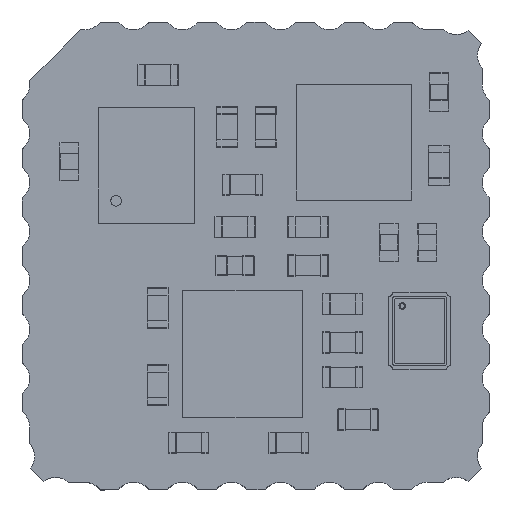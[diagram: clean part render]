
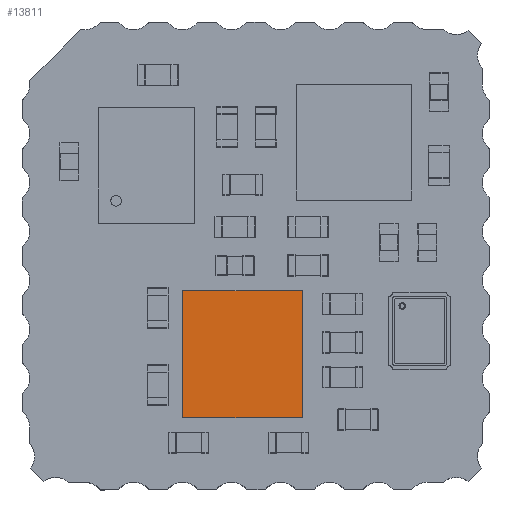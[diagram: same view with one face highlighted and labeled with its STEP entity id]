
A CAD part, top view. The second image highlights one B-rep face of the part: STEP entity #13811.
In plain terms, the highlighted planar face has unit normal (0, 0, 1).
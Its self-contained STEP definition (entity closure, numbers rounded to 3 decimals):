
#1353 = LINE ( 'NONE', #20692, #13372 ) ;
#1470 = LINE ( 'NONE', #12736, #23251 ) ;
#1889 = DIRECTION ( 'NONE',  ( 0., -1., 0. ) ) ;
#2135 = ORIENTED_EDGE ( 'NONE', *, *, #11140, .F. ) ;
#2623 = CARTESIAN_POINT ( 'NONE',  ( -1.55, 1.65, 0.6 ) ) ;
#2865 = DIRECTION ( 'NONE',  ( 1., 0., 0. ) ) ;
#3415 = DIRECTION ( 'NONE',  ( 0., 1., 0. ) ) ;
#4317 = ORIENTED_EDGE ( 'NONE', *, *, #20890, .F. ) ;
#4338 = EDGE_LOOP ( 'NONE', ( #16731, #34255, #4317, #2135 ) ) ;
#4817 = CARTESIAN_POINT ( 'NONE',  ( 1.55, -1.65, 0.6 ) ) ;
#5974 = DIRECTION ( 'NONE',  ( -1., 0., 0. ) ) ;
#6155 = LINE ( 'NONE', #36940, #8284 ) ;
#8284 = VECTOR ( 'NONE', #2865, 1000. ) ;
#11140 = EDGE_CURVE ( 'NONE', #35489, #29555, #6155, .T. ) ;
#12736 = CARTESIAN_POINT ( 'NONE',  ( 1.55, 1.65, 0.6 ) ) ;
#13372 = VECTOR ( 'NONE', #3415, 1000. ) ;
#13811 = ADVANCED_FACE ( 'NONE', ( #22775 ), #26773, .T. ) ;
#15024 = VERTEX_POINT ( 'NONE', #4817 ) ;
#15763 = CARTESIAN_POINT ( 'NONE',  ( 1.55, -1.65, 0.6 ) ) ;
#15949 = VERTEX_POINT ( 'NONE', #19103 ) ;
#16731 = ORIENTED_EDGE ( 'NONE', *, *, #18001, .F. ) ;
#18001 = EDGE_CURVE ( 'NONE', #15949, #35489, #1353, .T. ) ;
#18957 = CARTESIAN_POINT ( 'NONE',  ( -1.55, 1.65, 0.6 ) ) ;
#19103 = CARTESIAN_POINT ( 'NONE',  ( -1.55, -1.65, 0.6 ) ) ;
#20692 = CARTESIAN_POINT ( 'NONE',  ( -1.55, -1.65, 0.6 ) ) ;
#20890 = EDGE_CURVE ( 'NONE', #29555, #15024, #1470, .T. ) ;
#22568 = DIRECTION ( 'NONE',  ( 1., 0., 0. ) ) ;
#22690 = EDGE_CURVE ( 'NONE', #15024, #15949, #36315, .T. ) ;
#22775 = FACE_OUTER_BOUND ( 'NONE', #4338, .T. ) ;
#23251 = VECTOR ( 'NONE', #1889, 1000. ) ;
#26773 = PLANE ( 'NONE',  #30940 ) ;
#29555 = VERTEX_POINT ( 'NONE', #33963 ) ;
#30940 = AXIS2_PLACEMENT_3D ( 'NONE', #2623, #36935, #22568 ) ;
#33963 = CARTESIAN_POINT ( 'NONE',  ( 1.55, 1.65, 0.6 ) ) ;
#34255 = ORIENTED_EDGE ( 'NONE', *, *, #22690, .F. ) ;
#35489 = VERTEX_POINT ( 'NONE', #18957 ) ;
#36315 = LINE ( 'NONE', #15763, #40322 ) ;
#36935 = DIRECTION ( 'NONE',  ( 0., 0., 1. ) ) ;
#36940 = CARTESIAN_POINT ( 'NONE',  ( -1.55, 1.65, 0.6 ) ) ;
#40322 = VECTOR ( 'NONE', #5974, 1000. ) ;
